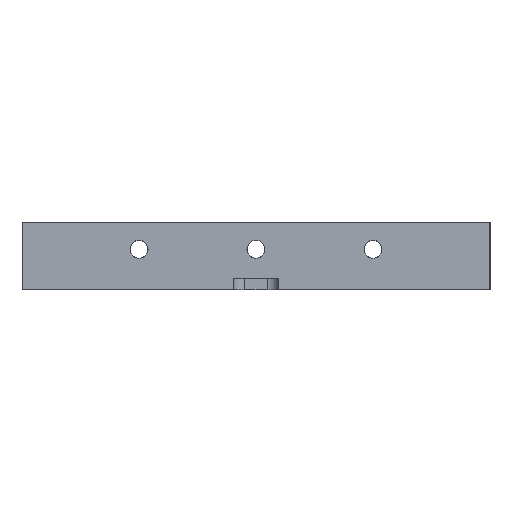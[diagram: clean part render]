
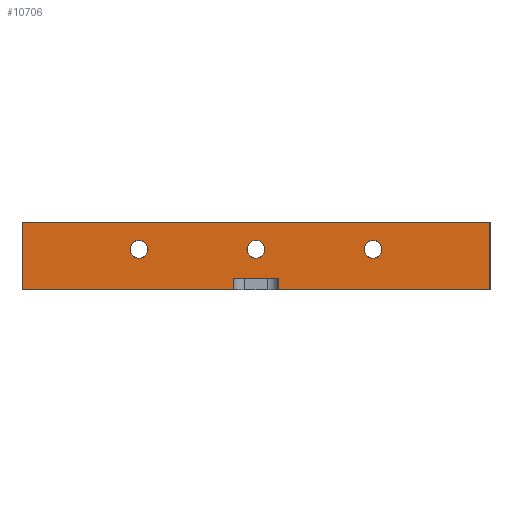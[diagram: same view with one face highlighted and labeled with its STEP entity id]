
A CAD part, left-side view. The second image highlights one B-rep face of the part: STEP entity #10706.
In plain terms, the highlighted planar face has unit normal (-1, 0, 0).
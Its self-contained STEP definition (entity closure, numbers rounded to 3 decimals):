
#89 = EDGE_LOOP ( 'NONE', ( #9012, #704 ) ) ;
#139 = EDGE_CURVE ( 'NONE', #8336, #1691, #1913, .T. ) ;
#250 = ORIENTED_EDGE ( 'NONE', *, *, #2018, .T. ) ;
#283 = VERTEX_POINT ( 'NONE', #2546 ) ;
#336 = ORIENTED_EDGE ( 'NONE', *, *, #3539, .T. ) ;
#375 = EDGE_LOOP ( 'NONE', ( #3934, #2213, #5399, #9719, #8435, #7263, #4322, #9070 ) ) ;
#377 = EDGE_CURVE ( 'NONE', #8586, #9439, #3148, .T. ) ;
#437 = EDGE_LOOP ( 'NONE', ( #250, #336 ) ) ;
#556 = VECTOR ( 'NONE', #633, 1000. ) ;
#559 = LINE ( 'NONE', #10553, #4920 ) ;
#633 = DIRECTION ( 'NONE',  ( 0., -1., 0. ) ) ;
#665 = CARTESIAN_POINT ( 'NONE',  ( 0., 156., 18. ) ) ;
#704 = ORIENTED_EDGE ( 'NONE', *, *, #377, .T. ) ;
#779 = CARTESIAN_POINT ( 'NONE',  ( 0., 94., 5. ) ) ;
#782 = EDGE_LOOP ( 'NONE', ( #2971, #3658 ) ) ;
#802 = DIRECTION ( 'NONE',  ( 0., 0., -1. ) ) ;
#811 = DIRECTION ( 'NONE',  ( 0., 0., -1. ) ) ;
#834 = DIRECTION ( 'NONE',  ( 1., 0., 0. ) ) ;
#1045 = DIRECTION ( 'NONE',  ( 0., -1., 0. ) ) ;
#1431 = AXIS2_PLACEMENT_3D ( 'NONE', #9166, #6633, #3273 ) ;
#1663 = CARTESIAN_POINT ( 'NONE',  ( 0., 114., 0. ) ) ;
#1691 = VERTEX_POINT ( 'NONE', #6257 ) ;
#1737 = DIRECTION ( 'NONE',  ( 0., 0., -1. ) ) ;
#1820 = CARTESIAN_POINT ( 'NONE',  ( 0., 208., 0. ) ) ;
#1879 = VECTOR ( 'NONE', #802, 1000. ) ;
#1913 = LINE ( 'NONE', #2277, #556 ) ;
#1971 = CIRCLE ( 'NONE', #9490, 4. ) ;
#2018 = EDGE_CURVE ( 'NONE', #7703, #3440, #1971, .T. ) ;
#2067 = FACE_OUTER_BOUND ( 'NONE', #375, .T. ) ;
#2149 = VERTEX_POINT ( 'NONE', #4125 ) ;
#2213 = ORIENTED_EDGE ( 'NONE', *, *, #3618, .T. ) ;
#2230 = CARTESIAN_POINT ( 'NONE',  ( 0., 208., 30. ) ) ;
#2238 = AXIS2_PLACEMENT_3D ( 'NONE', #2590, #834, #1737 ) ;
#2269 = VERTEX_POINT ( 'NONE', #1820 ) ;
#2277 = CARTESIAN_POINT ( 'NONE',  ( 0., 0., 0. ) ) ;
#2446 = CARTESIAN_POINT ( 'NONE',  ( 0., 156., 14. ) ) ;
#2468 = DIRECTION ( 'NONE',  ( 1., 0., 0. ) ) ;
#2546 = CARTESIAN_POINT ( 'NONE',  ( 0., 94., 5. ) ) ;
#2548 = CARTESIAN_POINT ( 'NONE',  ( 0., 0., 30. ) ) ;
#2590 = CARTESIAN_POINT ( 'NONE',  ( 0., 104., 18. ) ) ;
#2763 = VECTOR ( 'NONE', #9547, 1000. ) ;
#2971 = ORIENTED_EDGE ( 'NONE', *, *, #8765, .T. ) ;
#3148 = CIRCLE ( 'NONE', #5740, 4. ) ;
#3273 = DIRECTION ( 'NONE',  ( 0., 0., -1. ) ) ;
#3417 = DIRECTION ( 'NONE',  ( 1., 0., 0. ) ) ;
#3428 = DIRECTION ( 'NONE',  ( 1., 0., 0. ) ) ;
#3438 = VERTEX_POINT ( 'NONE', #2230 ) ;
#3440 = VERTEX_POINT ( 'NONE', #7431 ) ;
#3539 = EDGE_CURVE ( 'NONE', #3440, #7703, #8149, .T. ) ;
#3545 = FACE_BOUND ( 'NONE', #782, .T. ) ;
#3618 = EDGE_CURVE ( 'NONE', #283, #8336, #6684, .T. ) ;
#3658 = ORIENTED_EDGE ( 'NONE', *, *, #9048, .T. ) ;
#3700 = CIRCLE ( 'NONE', #2238, 4. ) ;
#3934 = ORIENTED_EDGE ( 'NONE', *, *, #10865, .F. ) ;
#4125 = CARTESIAN_POINT ( 'NONE',  ( 0., 114., 5. ) ) ;
#4211 = DIRECTION ( 'NONE',  ( 0., 1., 0. ) ) ;
#4226 = VERTEX_POINT ( 'NONE', #5325 ) ;
#4322 = ORIENTED_EDGE ( 'NONE', *, *, #5268, .T. ) ;
#4781 = VERTEX_POINT ( 'NONE', #10587 ) ;
#4920 = VECTOR ( 'NONE', #1045, 1000. ) ;
#5064 = VECTOR ( 'NONE', #7627, 1000. ) ;
#5078 = LINE ( 'NONE', #10554, #2763 ) ;
#5130 = CARTESIAN_POINT ( 'NONE',  ( 0., 208., 30. ) ) ;
#5268 = EDGE_CURVE ( 'NONE', #2269, #6549, #559, .T. ) ;
#5325 = CARTESIAN_POINT ( 'NONE',  ( 0., 0., 30. ) ) ;
#5399 = ORIENTED_EDGE ( 'NONE', *, *, #139, .T. ) ;
#5615 = DIRECTION ( 'NONE',  ( 0., 0., -1. ) ) ;
#5647 = CARTESIAN_POINT ( 'NONE',  ( 0., 156., 18. ) ) ;
#5740 = AXIS2_PLACEMENT_3D ( 'NONE', #9524, #3428, #9483 ) ;
#5856 = CARTESIAN_POINT ( 'NONE',  ( 0., 52., 22. ) ) ;
#5859 = FACE_BOUND ( 'NONE', #89, .T. ) ;
#6000 = CIRCLE ( 'NONE', #8223, 4. ) ;
#6011 = DIRECTION ( 'NONE',  ( 0., -1., 0. ) ) ;
#6257 = CARTESIAN_POINT ( 'NONE',  ( 0., 0., 0. ) ) ;
#6258 = EDGE_CURVE ( 'NONE', #2149, #6549, #7827, .T. ) ;
#6549 = VERTEX_POINT ( 'NONE', #1663 ) ;
#6633 = DIRECTION ( 'NONE',  ( 1., 0., 0. ) ) ;
#6665 = FACE_BOUND ( 'NONE', #437, .T. ) ;
#6684 = LINE ( 'NONE', #779, #9528 ) ;
#6724 = DIRECTION ( 'NONE',  ( 1., 0., 0. ) ) ;
#6882 = DIRECTION ( 'NONE',  ( 0., 1., 0. ) ) ;
#6936 = LINE ( 'NONE', #7788, #9890 ) ;
#7147 = VERTEX_POINT ( 'NONE', #8249 ) ;
#7223 = CIRCLE ( 'NONE', #1431, 4. ) ;
#7263 = ORIENTED_EDGE ( 'NONE', *, *, #10164, .T. ) ;
#7294 = DIRECTION ( 'NONE',  ( 1., 0., 0. ) ) ;
#7431 = CARTESIAN_POINT ( 'NONE',  ( 0., 156., 22. ) ) ;
#7627 = DIRECTION ( 'NONE',  ( 0., 0., -1. ) ) ;
#7703 = VERTEX_POINT ( 'NONE', #2446 ) ;
#7733 = CARTESIAN_POINT ( 'NONE',  ( 0., 114., 5. ) ) ;
#7788 = CARTESIAN_POINT ( 'NONE',  ( 0., 114., 5. ) ) ;
#7827 = LINE ( 'NONE', #7733, #1879 ) ;
#8149 = CIRCLE ( 'NONE', #9550, 4. ) ;
#8223 = AXIS2_PLACEMENT_3D ( 'NONE', #8529, #3417, #9469 ) ;
#8249 = CARTESIAN_POINT ( 'NONE',  ( 0., 104., 22. ) ) ;
#8276 = EDGE_CURVE ( 'NONE', #3438, #4226, #9249, .T. ) ;
#8336 = VERTEX_POINT ( 'NONE', #10419 ) ;
#8370 = CARTESIAN_POINT ( 'NONE',  ( 0., 52., 14. ) ) ;
#8435 = ORIENTED_EDGE ( 'NONE', *, *, #8276, .F. ) ;
#8455 = DIRECTION ( 'NONE',  ( 0., 0., -1. ) ) ;
#8529 = CARTESIAN_POINT ( 'NONE',  ( 0., 104., 18. ) ) ;
#8539 = PLANE ( 'NONE',  #9346 ) ;
#8567 = LINE ( 'NONE', #5130, #5064 ) ;
#8586 = VERTEX_POINT ( 'NONE', #5856 ) ;
#8765 = EDGE_CURVE ( 'NONE', #4781, #7147, #6000, .T. ) ;
#8991 = VECTOR ( 'NONE', #6011, 1000. ) ;
#9012 = ORIENTED_EDGE ( 'NONE', *, *, #9793, .T. ) ;
#9048 = EDGE_CURVE ( 'NONE', #7147, #4781, #3700, .T. ) ;
#9070 = ORIENTED_EDGE ( 'NONE', *, *, #6258, .F. ) ;
#9166 = CARTESIAN_POINT ( 'NONE',  ( 0., 52., 18. ) ) ;
#9249 = LINE ( 'NONE', #2548, #8991 ) ;
#9346 = AXIS2_PLACEMENT_3D ( 'NONE', #9416, #2468, #4211 ) ;
#9416 = CARTESIAN_POINT ( 'NONE',  ( 0., 0., 30. ) ) ;
#9439 = VERTEX_POINT ( 'NONE', #8370 ) ;
#9469 = DIRECTION ( 'NONE',  ( 0., 0., -1. ) ) ;
#9483 = DIRECTION ( 'NONE',  ( 0., 0., -1. ) ) ;
#9490 = AXIS2_PLACEMENT_3D ( 'NONE', #5647, #7294, #5615 ) ;
#9524 = CARTESIAN_POINT ( 'NONE',  ( 0., 52., 18. ) ) ;
#9528 = VECTOR ( 'NONE', #811, 1000. ) ;
#9547 = DIRECTION ( 'NONE',  ( 0., 0., -1. ) ) ;
#9550 = AXIS2_PLACEMENT_3D ( 'NONE', #665, #6724, #8455 ) ;
#9719 = ORIENTED_EDGE ( 'NONE', *, *, #9954, .F. ) ;
#9793 = EDGE_CURVE ( 'NONE', #9439, #8586, #7223, .T. ) ;
#9890 = VECTOR ( 'NONE', #6882, 1000. ) ;
#9954 = EDGE_CURVE ( 'NONE', #4226, #1691, #5078, .T. ) ;
#10164 = EDGE_CURVE ( 'NONE', #3438, #2269, #8567, .T. ) ;
#10419 = CARTESIAN_POINT ( 'NONE',  ( 0., 94., 0. ) ) ;
#10553 = CARTESIAN_POINT ( 'NONE',  ( 0., 0., 0. ) ) ;
#10554 = CARTESIAN_POINT ( 'NONE',  ( 0., 0., 30. ) ) ;
#10587 = CARTESIAN_POINT ( 'NONE',  ( 0., 104., 14. ) ) ;
#10706 = ADVANCED_FACE ( 'NONE', ( #5859, #6665, #3545, #2067 ), #8539, .F. ) ;
#10865 = EDGE_CURVE ( 'NONE', #283, #2149, #6936, .T. ) ;
